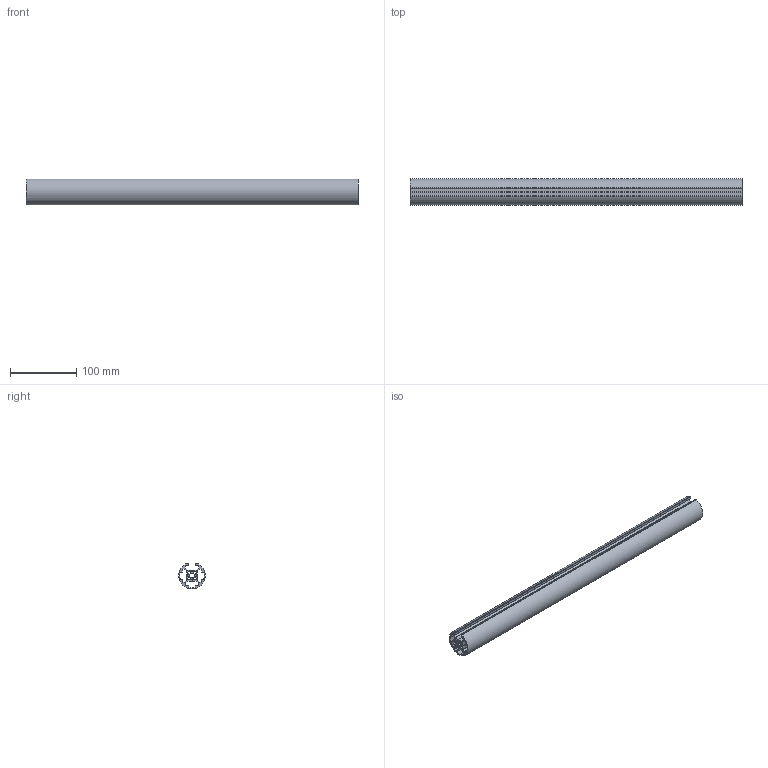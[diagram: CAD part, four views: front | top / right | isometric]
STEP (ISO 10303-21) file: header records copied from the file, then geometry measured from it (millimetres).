
FILE_DESCRIPTION(/* description */ (''),/* implementation_level */ '2;1');
FILE_NAME(/* name */ '10-40R2-0-500MM.stp',/* time_stamp */ '2024-11-12T09:35:37-05:00',/* author */ ('esanner'),/* organization */ (''),/* preprocessor_version */ 'ST-DEVELOPER v19',/* originating_system */ 'AutoCAD Mechanical',/* authorisation */ '');
FILE_SCHEMA (('AUTOMOTIVE_DESIGN { 1 0 10303 214 3 1 1 }'));
Length unit declared in the file: millimetre
Products named in the file (1): Product
Bounding box: 500 x 39.94 x 38.93 mm (x, y, z)
Volume: 241433.3 mm3; surface area: 205238.6 mm2
Topology: 1 solids, 1 shells, 170 faces, 504 edges, 336 vertices
Faces by surface type: cylinder 93, plane 77
Entity records: 5793 total; most frequent: DIRECTION 1032, CARTESIAN_POINT 1011, ORIENTED_EDGE 1008, EDGE_CURVE 504, AXIS2_PLACEMENT_3D 357, VERTEX_POINT 336, LINE 318, VECTOR 318
